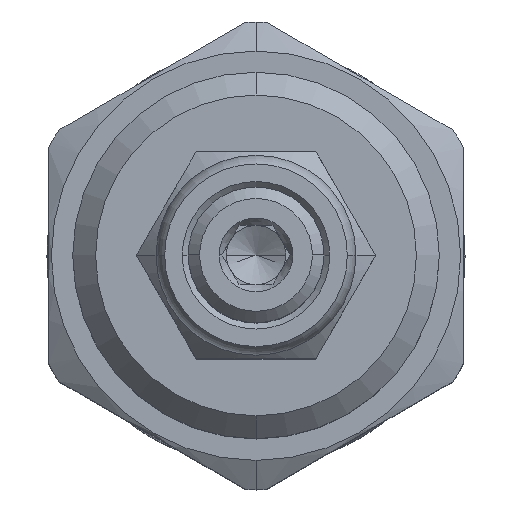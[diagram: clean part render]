
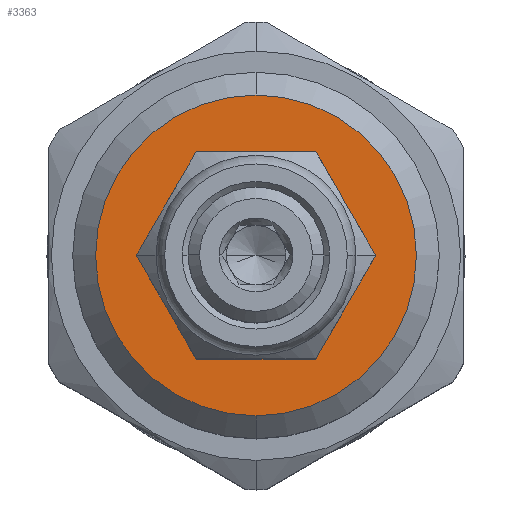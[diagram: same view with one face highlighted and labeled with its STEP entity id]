
A CAD part, top view. The second image highlights one B-rep face of the part: STEP entity #3363.
In plain terms, the highlighted planar face has unit normal (0, 0, 1).
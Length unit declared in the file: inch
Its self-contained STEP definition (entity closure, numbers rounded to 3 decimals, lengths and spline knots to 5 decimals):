
#214=CARTESIAN_POINT('',(0.,0.,4.031));
#215=DIRECTION('',(0.,0.,1.));
#216=DIRECTION('',(-1.,0.,0.));
#217=AXIS2_PLACEMENT_3D('',#214,#215,#216);
#219=CARTESIAN_POINT('',(0.,0.,4.031));
#220=DIRECTION('',(0.,0.,1.));
#221=DIRECTION('',(1.,0.,0.));
#222=AXIS2_PLACEMENT_3D('',#219,#220,#221);
#224=CARTESIAN_POINT('',(0.,0.,4.031));
#225=DIRECTION('',(0.,0.,1.));
#226=DIRECTION('',(0.,-1.,0.));
#227=AXIS2_PLACEMENT_3D('',#224,#225,#226);
#242=CARTESIAN_POINT('',(0.,0.,4.031));
#243=DIRECTION('',(0.,0.,1.));
#244=DIRECTION('',(0.,1.,0.));
#245=AXIS2_PLACEMENT_3D('',#242,#243,#244);
#2803=CARTESIAN_POINT('',(0.,0.435,4.031));
#2804=CARTESIAN_POINT('',(0.,-0.435,4.031));
#2805=VERTEX_POINT('',#2803);
#2806=VERTEX_POINT('',#2804);
#3043=CARTESIAN_POINT('',(-0.271,0.,4.031));
#3044=CARTESIAN_POINT('',(0.271,0.,4.031));
#3045=VERTEX_POINT('',#3043);
#3046=VERTEX_POINT('',#3044);
#3347=CARTESIAN_POINT('',(0.,0.,4.031));
#3348=DIRECTION('',(0.,0.,1.));
#3349=DIRECTION('',(0.,1.,0.));
#3350=AXIS2_PLACEMENT_3D('',#3347,#3348,#3349);
#3351=PLANE('',#3350);
#3353=ORIENTED_EDGE('',*,*,#3352,.F.);
#3355=ORIENTED_EDGE('',*,*,#3354,.F.);
#3356=EDGE_LOOP('',(#3353,#3355));
#3357=FACE_OUTER_BOUND('',#3356,.F.);
#3359=ORIENTED_EDGE('',*,*,#3358,.T.);
#3360=ORIENTED_EDGE('',*,*,#3337,.T.);
#3361=EDGE_LOOP('',(#3359,#3360));
#3362=FACE_BOUND('',#3361,.F.);
#3363=ADVANCED_FACE('',(#3357,#3362),#3351,.T.);
#218=CIRCLE('',#217,0.271);
#223=CIRCLE('',#222,0.271);
#228=CIRCLE('',#227,0.435);
#246=CIRCLE('',#245,0.435);
#3337=EDGE_CURVE('',#3046,#3045,#223,.T.);
#3352=EDGE_CURVE('',#2806,#2805,#228,.T.);
#3354=EDGE_CURVE('',#2805,#2806,#246,.T.);
#3358=EDGE_CURVE('',#3045,#3046,#218,.T.);
